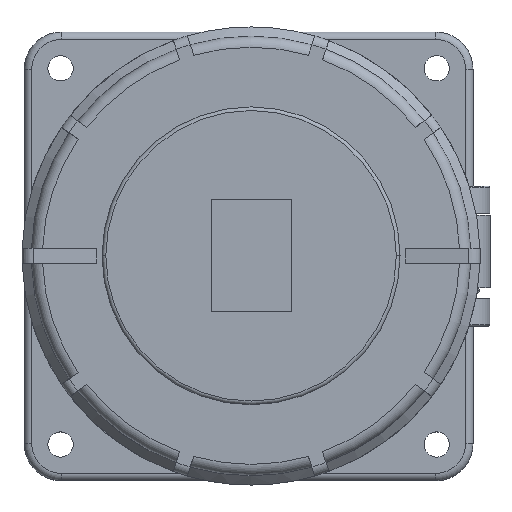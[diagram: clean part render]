
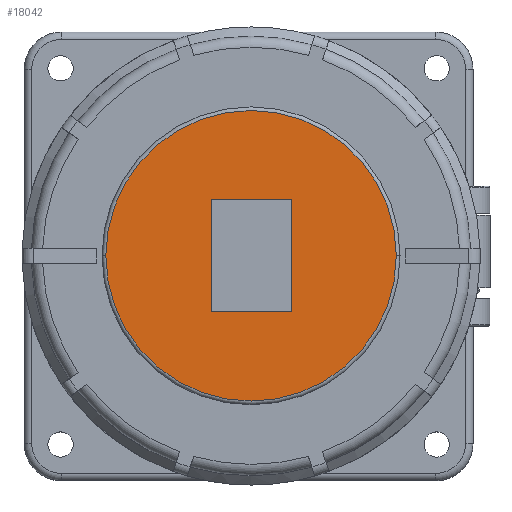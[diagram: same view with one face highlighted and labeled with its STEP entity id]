
A CAD part, top view. The second image highlights one B-rep face of the part: STEP entity #18042.
In plain terms, the highlighted planar face has unit normal (0, 0, 1).
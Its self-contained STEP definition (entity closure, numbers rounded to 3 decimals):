
#16298=CARTESIAN_POINT('',(0.649,0.,61.372));
#16299=DIRECTION('',(0.,0.,1.));
#16300=DIRECTION('',(1.,0.,0.));
#16301=AXIS2_PLACEMENT_3D('',#16298,#16299,#16300);
#16303=CARTESIAN_POINT('',(0.649,0.,61.372));
#16304=DIRECTION('',(0.,0.,1.));
#16305=DIRECTION('',(-1.,0.,0.));
#16306=AXIS2_PLACEMENT_3D('',#16303,#16304,#16305);
#16308=DIRECTION('',(0.,1.,0.));
#16309=VECTOR('',#16308,30.);
#16310=CARTESIAN_POINT('',(11.399,-15.,61.372));
#16311=LINE('',#16310,#16309);
#16312=DIRECTION('',(-1.,0.,0.));
#16313=VECTOR('',#16312,21.5);
#16314=CARTESIAN_POINT('',(11.399,15.,61.372));
#16315=LINE('',#16314,#16313);
#16316=DIRECTION('',(0.,-1.,0.));
#16317=VECTOR('',#16316,30.);
#16318=CARTESIAN_POINT('',(-10.101,15.,61.372));
#16319=LINE('',#16318,#16317);
#16320=DIRECTION('',(1.,0.,0.));
#16321=VECTOR('',#16320,21.5);
#16322=CARTESIAN_POINT('',(-10.101,-15.,61.372));
#16323=LINE('',#16322,#16321);
#16621=CARTESIAN_POINT('',(39.649,0.,61.372));
#16622=CARTESIAN_POINT('',(-38.351,0.,61.372));
#16623=VERTEX_POINT('',#16621);
#16624=VERTEX_POINT('',#16622);
#16679=CARTESIAN_POINT('',(11.399,-15.,61.372));
#16680=CARTESIAN_POINT('',(11.399,15.,61.372));
#16681=VERTEX_POINT('',#16679);
#16682=VERTEX_POINT('',#16680);
#16683=CARTESIAN_POINT('',(-10.101,15.,61.372));
#16684=VERTEX_POINT('',#16683);
#16685=CARTESIAN_POINT('',(-10.101,-15.,61.372));
#16686=VERTEX_POINT('',#16685);
#18022=CARTESIAN_POINT('',(0.649,0.,61.372));
#18023=DIRECTION('',(0.,0.,-1.));
#18024=DIRECTION('',(-1.,0.,0.));
#18025=AXIS2_PLACEMENT_3D('',#18022,#18023,#18024);
#18026=PLANE('',#18025);
#18027=ORIENTED_EDGE('',*,*,#18012,.F.);
#18029=ORIENTED_EDGE('',*,*,#18028,.F.);
#18030=EDGE_LOOP('',(#18027,#18029));
#18031=FACE_OUTER_BOUND('',#18030,.F.);
#18033=ORIENTED_EDGE('',*,*,#18032,.T.);
#18035=ORIENTED_EDGE('',*,*,#18034,.T.);
#18037=ORIENTED_EDGE('',*,*,#18036,.T.);
#18039=ORIENTED_EDGE('',*,*,#18038,.T.);
#18040=EDGE_LOOP('',(#18033,#18035,#18037,#18039));
#18041=FACE_BOUND('',#18040,.F.);
#16302=CIRCLE('',#16301,39.);
#16307=CIRCLE('',#16306,39.);
#18012=EDGE_CURVE('',#16623,#16624,#16302,.T.);
#18028=EDGE_CURVE('',#16624,#16623,#16307,.T.);
#18032=EDGE_CURVE('',#16681,#16682,#16311,.T.);
#18034=EDGE_CURVE('',#16682,#16684,#16315,.T.);
#18036=EDGE_CURVE('',#16684,#16686,#16319,.T.);
#18038=EDGE_CURVE('',#16686,#16681,#16323,.T.);
#18042=ADVANCED_FACE('',(#18031,#18041),#18026,.F.);
